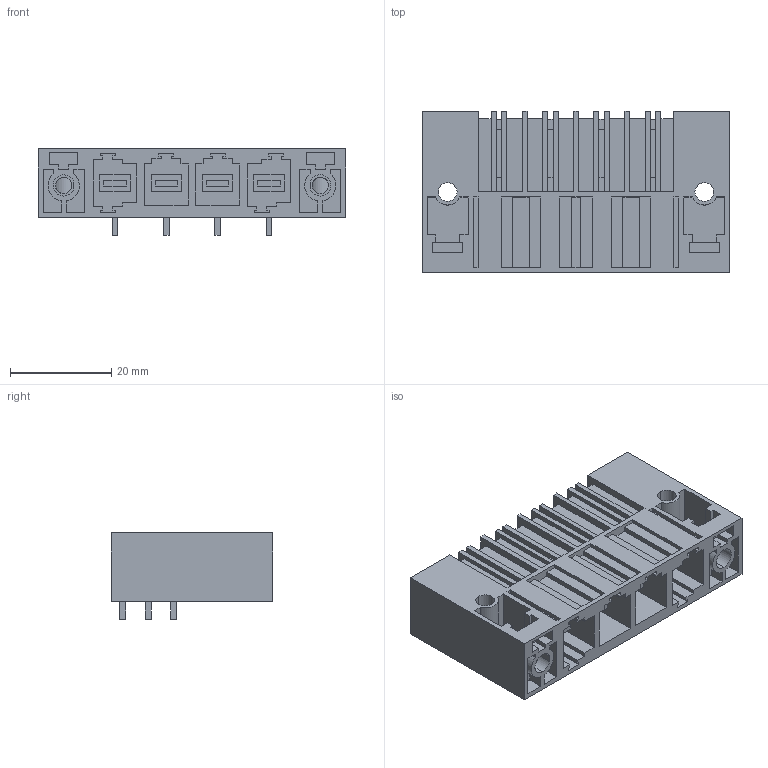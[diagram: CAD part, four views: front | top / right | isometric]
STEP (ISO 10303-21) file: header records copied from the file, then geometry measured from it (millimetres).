
FILE_DESCRIPTION(('CATIA V5 STEP Exchange','CAx-IF Rec.Pracs.--- Model Styling and Organization---1.2---2011-12-15'),'2;1');
FILE_NAME ('D1457524_0_1851060000_1851060000.stp','2018-03-07T11:46:55+00:00',('none'),('Weidmueller'),'CATIA Version 5-6 Release 2014','CATIA V5 STEP AP214','none');
FILE_SCHEMA(('AUTOMOTIVE_DESIGN { 1 0 10303 214 1 1 1 1 }'));
Length unit declared in the file: millimetre
Products named in the file (1): 1851060000
Bounding box: 60.96 x 32 x 17.1 mm (x, y, z)
Volume: 16392.5 mm3; surface area: 16389.9 mm2
Topology: 7 solids, 7 shells, 583 faces, 1696 edges, 1150 vertices
Faces by surface type: plane 545, cylinder 38
Entity records: 18649 total; most frequent: ORIENTED_EDGE 3392, CARTESIAN_POINT 3357, DIRECTION 2491, EDGE_CURVE 1696, VECTOR 1608, LINE 1608, VERTEX_POINT 1150, EDGE_LOOP 632
